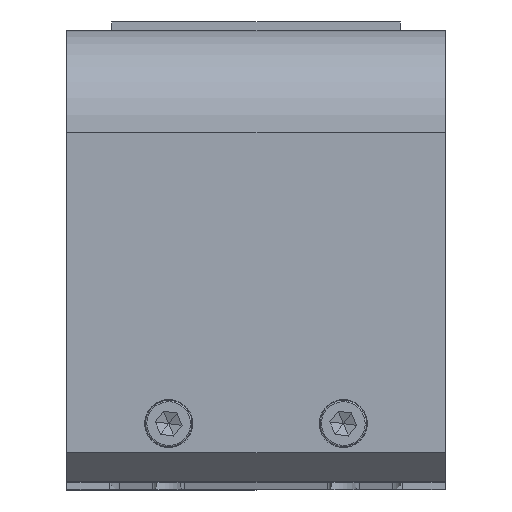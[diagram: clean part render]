
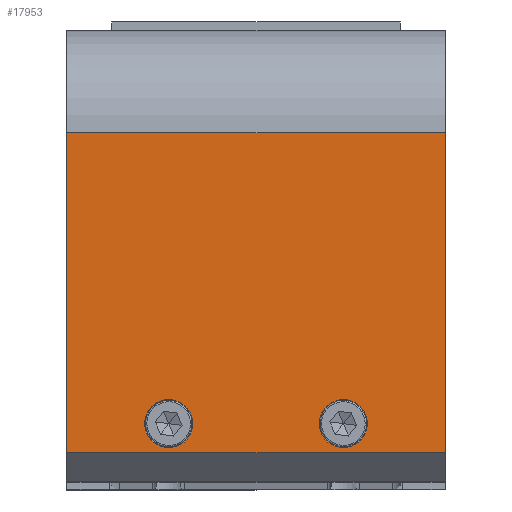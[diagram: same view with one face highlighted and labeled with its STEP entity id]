
A CAD part, top view. The second image highlights one B-rep face of the part: STEP entity #17953.
In plain terms, the highlighted planar face has unit normal (0, 0, 1).
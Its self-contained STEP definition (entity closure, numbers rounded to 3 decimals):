
#793 = CARTESIAN_POINT ( 'NONE',  ( 78.467, 197.762, 762.525 ) ) ;
#805 = CARTESIAN_POINT ( 'NONE',  ( 78.467, 197.762, 762.525 ) ) ;
#1441 = VERTEX_POINT ( 'NONE', #23246 ) ;
#4281 = FACE_BOUND ( 'NONE', #21213, .T. ) ;
#6668 = VERTEX_POINT ( 'NONE', #118479 ) ;
#6752 = ORIENTED_EDGE ( 'NONE', *, *, #41109, .F. ) ;
#7502 = EDGE_CURVE ( 'NONE', #165316, #66377, #52746, .T. ) ;
#15905 = FACE_OUTER_BOUND ( 'NONE', #75749, .T. ) ;
#16297 = EDGE_CURVE ( 'NONE', #109788, #137833, #189198, .T. ) ;
#17953 = ADVANCED_FACE ( 'NONE', ( #75701, #4281, #15905 ), #74778, .F. ) ;
#21213 = EDGE_LOOP ( 'NONE', ( #27543, #30799 ) ) ;
#22299 = EDGE_CURVE ( 'NONE', #120807, #6668, #163125, .T. ) ;
#22849 = CARTESIAN_POINT ( 'NONE',  ( 208.467, 307.762, 762.525 ) ) ;
#22991 = LINE ( 'NONE', #51001, #65320 ) ;
#23246 = CARTESIAN_POINT ( 'NONE',  ( 208.467, 197.762, 762.525 ) ) ;
#23460 = DIRECTION ( 'NONE',  ( 0., 0., -1. ) ) ;
#27543 = ORIENTED_EDGE ( 'NONE', *, *, #22299, .F. ) ;
#27769 = ORIENTED_EDGE ( 'NONE', *, *, #16297, .F. ) ;
#29956 = DIRECTION ( 'NONE',  ( 1., 0., 0. ) ) ;
#30799 = ORIENTED_EDGE ( 'NONE', *, *, #91997, .F. ) ;
#31331 = AXIS2_PLACEMENT_3D ( 'NONE', #128074, #70036, #56562 ) ;
#31660 = CARTESIAN_POINT ( 'NONE',  ( 78.467, 307.762, 762.525 ) ) ;
#34293 = CARTESIAN_POINT ( 'NONE',  ( 173.467, 207.762, 762.525 ) ) ;
#41109 = EDGE_CURVE ( 'NONE', #165316, #1441, #22991, .T. ) ;
#41631 = CARTESIAN_POINT ( 'NONE',  ( 173.467, 207.762, 762.525 ) ) ;
#42396 = CARTESIAN_POINT ( 'NONE',  ( 113.467, 207.762, 762.525 ) ) ;
#46928 = DIRECTION ( 'NONE',  ( -1., 0., 0. ) ) ;
#49461 = VECTOR ( 'NONE', #111650, 1000. ) ;
#50717 = DIRECTION ( 'NONE',  ( 1., 0., 0. ) ) ;
#51001 = CARTESIAN_POINT ( 'NONE',  ( 208.467, 197.762, 762.525 ) ) ;
#52434 = CARTESIAN_POINT ( 'NONE',  ( 208.467, 197.762, 762.525 ) ) ;
#52746 = LINE ( 'NONE', #22849, #49461 ) ;
#56149 = DIRECTION ( 'NONE',  ( 0., 0., 1. ) ) ;
#56562 = DIRECTION ( 'NONE',  ( 1., 0., 0. ) ) ;
#59435 = AXIS2_PLACEMENT_3D ( 'NONE', #42396, #147615, #88769 ) ;
#63887 = VECTOR ( 'NONE', #46928, 1000. ) ;
#65320 = VECTOR ( 'NONE', #155299, 1000. ) ;
#66377 = VERTEX_POINT ( 'NONE', #31660 ) ;
#70036 = DIRECTION ( 'NONE',  ( 0., 0., 1. ) ) ;
#71127 = ORIENTED_EDGE ( 'NONE', *, *, #172548, .T. ) ;
#73469 = CARTESIAN_POINT ( 'NONE',  ( 105.217, 207.762, 762.525 ) ) ;
#74778 = PLANE ( 'NONE',  #153169 ) ;
#75701 = FACE_BOUND ( 'NONE', #89720, .T. ) ;
#75749 = EDGE_LOOP ( 'NONE', ( #71127, #91783, #6752, #175700 ) ) ;
#82032 = CARTESIAN_POINT ( 'NONE',  ( 181.717, 207.762, 762.525 ) ) ;
#88769 = DIRECTION ( 'NONE',  ( 1., 0., 0. ) ) ;
#89720 = EDGE_LOOP ( 'NONE', ( #157996, #27769 ) ) ;
#91783 = ORIENTED_EDGE ( 'NONE', *, *, #165925, .F. ) ;
#91997 = EDGE_CURVE ( 'NONE', #6668, #120807, #168196, .T. ) ;
#94683 = CARTESIAN_POINT ( 'NONE',  ( 208.467, 307.762, 762.525 ) ) ;
#104186 = VECTOR ( 'NONE', #162045, 1000. ) ;
#109788 = VERTEX_POINT ( 'NONE', #73469 ) ;
#111580 = CIRCLE ( 'NONE', #31331, 8.25 ) ;
#111650 = DIRECTION ( 'NONE',  ( -1., 0., 0. ) ) ;
#118479 = CARTESIAN_POINT ( 'NONE',  ( 165.217, 207.762, 762.525 ) ) ;
#118786 = AXIS2_PLACEMENT_3D ( 'NONE', #41631, #56149, #29956 ) ;
#120807 = VERTEX_POINT ( 'NONE', #82032 ) ;
#128074 = CARTESIAN_POINT ( 'NONE',  ( 113.467, 207.762, 762.525 ) ) ;
#130068 = CARTESIAN_POINT ( 'NONE',  ( 121.717, 207.762, 762.525 ) ) ;
#132113 = LINE ( 'NONE', #805, #104186 ) ;
#137620 = LINE ( 'NONE', #179300, #63887 ) ;
#137833 = VERTEX_POINT ( 'NONE', #130068 ) ;
#147615 = DIRECTION ( 'NONE',  ( 0., 0., 1. ) ) ;
#152138 = DIRECTION ( 'NONE',  ( 0., 0., 1. ) ) ;
#153169 = AXIS2_PLACEMENT_3D ( 'NONE', #52434, #23460, #156747 ) ;
#155299 = DIRECTION ( 'NONE',  ( 0., -1., 0. ) ) ;
#156747 = DIRECTION ( 'NONE',  ( -1., 0., 0. ) ) ;
#157996 = ORIENTED_EDGE ( 'NONE', *, *, #174555, .F. ) ;
#162045 = DIRECTION ( 'NONE',  ( 0., -1., 0. ) ) ;
#163125 = CIRCLE ( 'NONE', #190972, 8.25 ) ;
#165316 = VERTEX_POINT ( 'NONE', #94683 ) ;
#165925 = EDGE_CURVE ( 'NONE', #1441, #170544, #137620, .T. ) ;
#168196 = CIRCLE ( 'NONE', #118786, 8.25 ) ;
#170544 = VERTEX_POINT ( 'NONE', #793 ) ;
#172548 = EDGE_CURVE ( 'NONE', #66377, #170544, #132113, .T. ) ;
#174555 = EDGE_CURVE ( 'NONE', #137833, #109788, #111580, .T. ) ;
#175700 = ORIENTED_EDGE ( 'NONE', *, *, #7502, .T. ) ;
#179300 = CARTESIAN_POINT ( 'NONE',  ( 208.467, 197.762, 762.525 ) ) ;
#189198 = CIRCLE ( 'NONE', #59435, 8.25 ) ;
#190972 = AXIS2_PLACEMENT_3D ( 'NONE', #34293, #152138, #50717 ) ;
